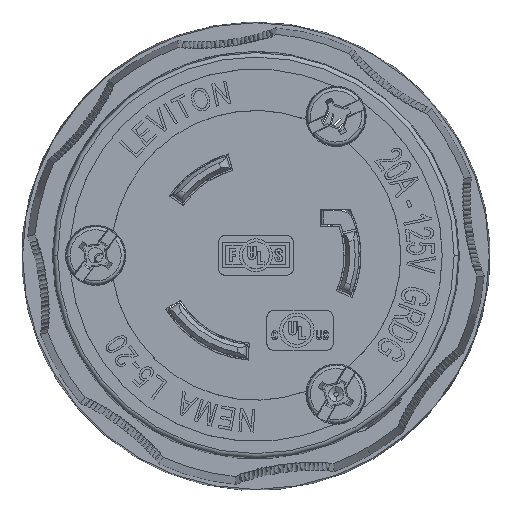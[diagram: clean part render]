
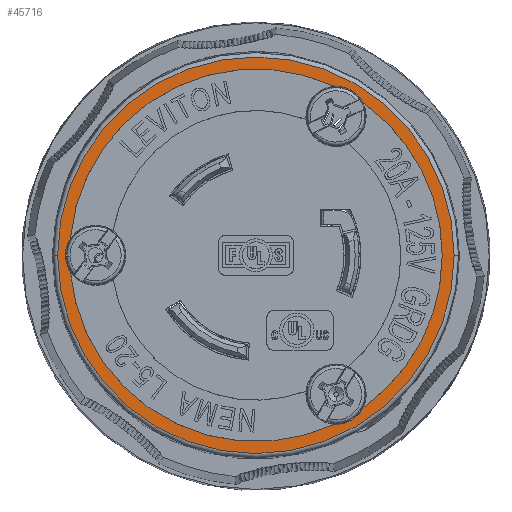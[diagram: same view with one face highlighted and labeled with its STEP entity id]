
A CAD part, top view. The second image highlights one B-rep face of the part: STEP entity #45716.
In plain terms, the highlighted planar face has unit normal (0, 0, 1).
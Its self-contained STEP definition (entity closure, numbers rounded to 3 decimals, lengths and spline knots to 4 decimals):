
#209 = DIRECTION ( 'NONE',  ( 0., 0., 1. ) ) ;
#774 = CARTESIAN_POINT ( 'NONE',  ( -0.726, 0., 0. ) ) ;
#1534 = AXIS2_PLACEMENT_3D ( 'NONE', #38038, #209, #30187 ) ;
#1675 = VERTEX_POINT ( 'NONE', #57070 ) ;
#3577 = AXIS2_PLACEMENT_3D ( 'NONE', #57956, #41700, #57483 ) ;
#4711 = DIRECTION ( 'NONE',  ( 0., 0., 1. ) ) ;
#6157 = CARTESIAN_POINT ( 'NONE',  ( 0., 0., 0. ) ) ;
#6646 = DIRECTION ( 'NONE',  ( 1., 0., 0. ) ) ;
#6835 = EDGE_CURVE ( 'NONE', #14004, #58186, #94874, .T. ) ;
#6847 = AXIS2_PLACEMENT_3D ( 'NONE', #84104, #91060, #91536 ) ;
#8587 = DIRECTION ( 'NONE',  ( 0., 0., 1. ) ) ;
#9409 = AXIS2_PLACEMENT_3D ( 'NONE', #22660, #60572, #15264 ) ;
#11098 = DIRECTION ( 'NONE',  ( 1., 0., 0. ) ) ;
#12873 = ORIENTED_EDGE ( 'NONE', *, *, #60748, .F. ) ;
#13980 = DIRECTION ( 'NONE',  ( 1., 0., 0. ) ) ;
#14004 = VERTEX_POINT ( 'NONE', #44857 ) ;
#15264 = DIRECTION ( 'NONE',  ( 1., 0., 0. ) ) ;
#15971 = ORIENTED_EDGE ( 'NONE', *, *, #6835, .F. ) ;
#16527 = CARTESIAN_POINT ( 'NONE',  ( 0.8437, 0., 0. ) ) ;
#17222 = DIRECTION ( 'NONE',  ( 0., 0., 1. ) ) ;
#18291 = ORIENTED_EDGE ( 'NONE', *, *, #89863, .T. ) ;
#19347 = EDGE_CURVE ( 'NONE', #20677, #74309, #62847, .T. ) ;
#20677 = VERTEX_POINT ( 'NONE', #63292 ) ;
#22461 = DIRECTION ( 'NONE',  ( 1., 0., 0. ) ) ;
#22660 = CARTESIAN_POINT ( 'NONE',  ( 0., 0., 0. ) ) ;
#22898 = VERTEX_POINT ( 'NONE', #54738 ) ;
#24653 = DIRECTION ( 'NONE',  ( 1., 0., 0. ) ) ;
#25638 = CARTESIAN_POINT ( 'NONE',  ( 0.363, -0.6287, 0. ) ) ;
#27056 = AXIS2_PLACEMENT_3D ( 'NONE', #51508, #89890, #22461 ) ;
#28623 = VERTEX_POINT ( 'NONE', #88361 ) ;
#30187 = DIRECTION ( 'NONE',  ( 1., 0., 0. ) ) ;
#30711 = DIRECTION ( 'NONE',  ( 0., 0., 1. ) ) ;
#31491 = CIRCLE ( 'NONE', #81789, 0.8437 ) ;
#31917 = ORIENTED_EDGE ( 'NONE', *, *, #97048, .F. ) ;
#32057 = CARTESIAN_POINT ( 'NONE',  ( -0.8404, -0.0747, 0. ) ) ;
#35571 = CARTESIAN_POINT ( 'NONE',  ( 0.8977, 0., 0. ) ) ;
#37067 = CARTESIAN_POINT ( 'NONE',  ( -0.8626, 0., 0. ) ) ;
#38038 = CARTESIAN_POINT ( 'NONE',  ( 0.363, 0.6287, 0. ) ) ;
#38226 = EDGE_CURVE ( 'NONE', #22898, #28623, #80135, .T. ) ;
#38588 = DIRECTION ( 'NONE',  ( 1., 0., 0. ) ) ;
#40478 = EDGE_CURVE ( 'NONE', #74309, #22898, #31491, .T. ) ;
#41700 = DIRECTION ( 'NONE',  ( 0., 0., 1. ) ) ;
#42082 = CARTESIAN_POINT ( 'NONE',  ( 0., 0., 0. ) ) ;
#44857 = CARTESIAN_POINT ( 'NONE',  ( -0.8404, 0.0747, 0. ) ) ;
#45716 = ADVANCED_FACE ( 'NONE', ( #59263, #81399 ), #97159, .T. ) ;
#45927 = CIRCLE ( 'NONE', #3577, 0.1366 ) ;
#46043 = CIRCLE ( 'NONE', #6847, 0.8437 ) ;
#49289 = CARTESIAN_POINT ( 'NONE',  ( 0.3555, -0.7652, 0. ) ) ;
#51508 = CARTESIAN_POINT ( 'NONE',  ( 0., 0., 0. ) ) ;
#52557 = CIRCLE ( 'NONE', #71488, 0.8977 ) ;
#52818 = AXIS2_PLACEMENT_3D ( 'NONE', #91242, #30711, #75017 ) ;
#53286 = ORIENTED_EDGE ( 'NONE', *, *, #40478, .F. ) ;
#54126 = EDGE_CURVE ( 'NONE', #1675, #77888, #66949, .T. ) ;
#54738 = CARTESIAN_POINT ( 'NONE',  ( 0.4849, 0.6905, 0. ) ) ;
#57070 = CARTESIAN_POINT ( 'NONE',  ( -0.8977, 0., 0. ) ) ;
#57469 = ORIENTED_EDGE ( 'NONE', *, *, #82918, .F. ) ;
#57483 = DIRECTION ( 'NONE',  ( 1., 0., 0. ) ) ;
#57844 = DIRECTION ( 'NONE',  ( 0., 0., 1. ) ) ;
#57956 = CARTESIAN_POINT ( 'NONE',  ( -0.726, 0., 0. ) ) ;
#58186 = VERTEX_POINT ( 'NONE', #37067 ) ;
#59263 = FACE_OUTER_BOUND ( 'NONE', #71528, .T. ) ;
#60572 = DIRECTION ( 'NONE',  ( 0., 0., 1. ) ) ;
#60748 = EDGE_CURVE ( 'NONE', #58186, #68164, #45927, .T. ) ;
#62847 = CIRCLE ( 'NONE', #9409, 0.8437 ) ;
#63198 = CIRCLE ( 'NONE', #27056, 0.8437 ) ;
#63292 = CARTESIAN_POINT ( 'NONE',  ( 0.4849, -0.6905, 0. ) ) ;
#64659 = VERTEX_POINT ( 'NONE', #49289 ) ;
#64936 = ORIENTED_EDGE ( 'NONE', *, *, #54126, .T. ) ;
#66450 = EDGE_CURVE ( 'NONE', #28623, #14004, #46043, .T. ) ;
#66949 = CIRCLE ( 'NONE', #52818, 0.8977 ) ;
#68164 = VERTEX_POINT ( 'NONE', #32057 ) ;
#71488 = AXIS2_PLACEMENT_3D ( 'NONE', #42082, #4711, #11098 ) ;
#71528 = EDGE_LOOP ( 'NONE', ( #18291, #64936 ) ) ;
#74043 = DIRECTION ( 'NONE',  ( 0., 0., 1. ) ) ;
#74309 = VERTEX_POINT ( 'NONE', #16527 ) ;
#75017 = DIRECTION ( 'NONE',  ( 1., 0., 0. ) ) ;
#75534 = ORIENTED_EDGE ( 'NONE', *, *, #19347, .F. ) ;
#77888 = VERTEX_POINT ( 'NONE', #35571 ) ;
#79365 = EDGE_LOOP ( 'NONE', ( #94585, #53286, #75534, #57469, #31917, #12873, #15971, #80186 ) ) ;
#80135 = CIRCLE ( 'NONE', #1534, 0.1366 ) ;
#80186 = ORIENTED_EDGE ( 'NONE', *, *, #66450, .F. ) ;
#81399 = FACE_BOUND ( 'NONE', #79365, .T. ) ;
#81789 = AXIS2_PLACEMENT_3D ( 'NONE', #83826, #74043, #6646 ) ;
#82749 = AXIS2_PLACEMENT_3D ( 'NONE', #25638, #17222, #24653 ) ;
#82918 = EDGE_CURVE ( 'NONE', #64659, #20677, #96895, .T. ) ;
#83783 = AXIS2_PLACEMENT_3D ( 'NONE', #774, #8587, #38588 ) ;
#83826 = CARTESIAN_POINT ( 'NONE',  ( 0., 0., 0. ) ) ;
#84104 = CARTESIAN_POINT ( 'NONE',  ( 0., 0., 0. ) ) ;
#86953 = AXIS2_PLACEMENT_3D ( 'NONE', #6157, #57844, #13980 ) ;
#88361 = CARTESIAN_POINT ( 'NONE',  ( 0.3555, 0.7652, 0. ) ) ;
#89863 = EDGE_CURVE ( 'NONE', #77888, #1675, #52557, .T. ) ;
#89890 = DIRECTION ( 'NONE',  ( 0., 0., 1. ) ) ;
#91060 = DIRECTION ( 'NONE',  ( 0., 0., 1. ) ) ;
#91242 = CARTESIAN_POINT ( 'NONE',  ( 0., 0., 0. ) ) ;
#91536 = DIRECTION ( 'NONE',  ( 1., 0., 0. ) ) ;
#94585 = ORIENTED_EDGE ( 'NONE', *, *, #38226, .F. ) ;
#94874 = CIRCLE ( 'NONE', #83783, 0.1366 ) ;
#96895 = CIRCLE ( 'NONE', #82749, 0.1366 ) ;
#97048 = EDGE_CURVE ( 'NONE', #68164, #64659, #63198, .T. ) ;
#97159 = PLANE ( 'NONE',  #86953 ) ;
